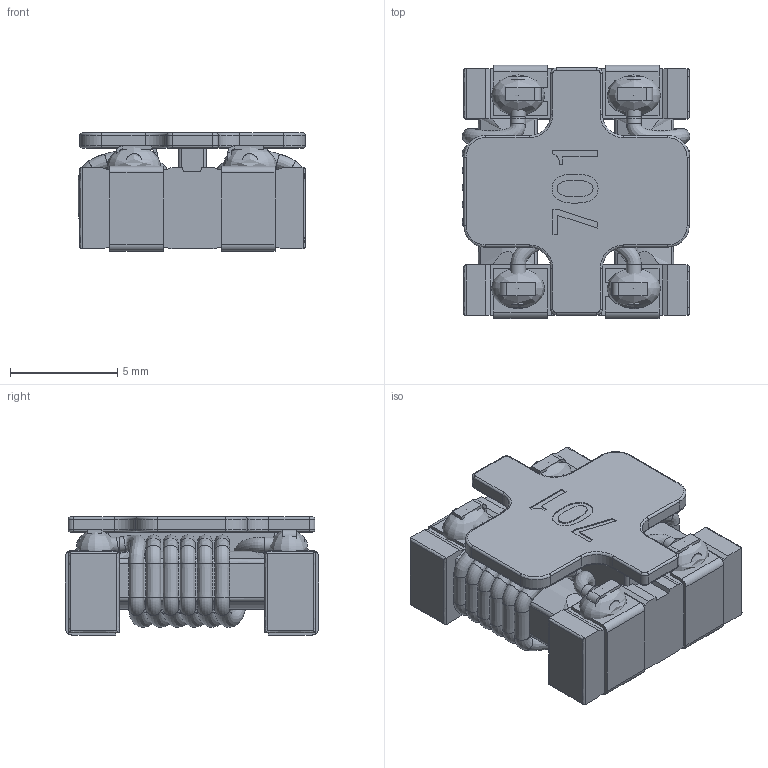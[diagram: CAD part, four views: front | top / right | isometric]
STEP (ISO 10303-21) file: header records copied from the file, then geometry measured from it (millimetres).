
FILE_DESCRIPTION( ('This file contains a STEP AP42 implementation' ,'as created by ZW3D STEP Interface translator.') ,'2;1' );
FILE_NAME( 'AQF1260.stp' ,'20 6 8.141530', (''), ('ZWCAD Software Co.'), 'Version 1.0', 'ZW3D to STEP translator', '' );
FILE_SCHEMA( ('CONFIG_CONTROL_DESIGN') );
Length unit declared in the file: millimetre
Products named in the file (5): 0; AQF1260 3D; CORE AQF1260; pin AQF1260 (NEW); ASF1260 CASE
Assembly tree (6 placements, depth 2):
  0
  AQF1260 3D
    CORE AQF1260
    pin AQF1260 (NEW)  x4
    ASF1260 CASE
Bounding box: 10.6 x 11.8 x 5.5 mm (x, y, z)
Volume: 438.5 mm3; surface area: 1259.1 mm2
Topology: 16 solids, 16 shells, 493 faces, 1191 edges, 726 vertices
Faces by surface type: bspline 493
Entity records: 24408 total; most frequent: CARTESIAN_POINT 18598, ORIENTED_EDGE 1850, EDGE_CURVE 925, VERTEX_POINT 570, B_SPLINE_CURVE_WITH_KNOTS 563, EDGE_LOOP 389, FACE_OUTER_BOUND 385, ADVANCED_FACE 385
